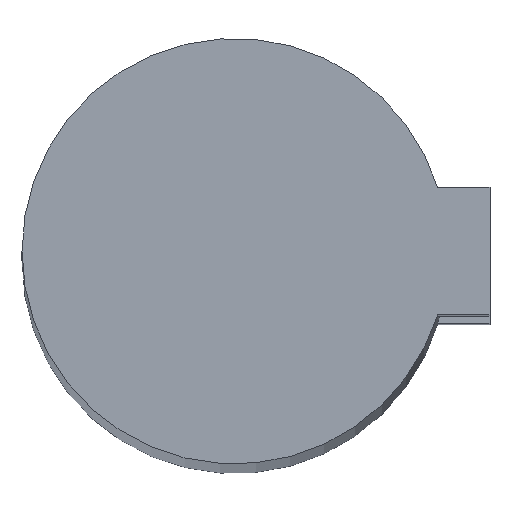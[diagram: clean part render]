
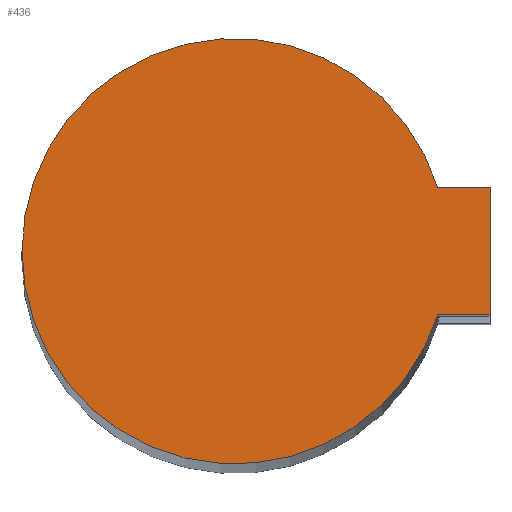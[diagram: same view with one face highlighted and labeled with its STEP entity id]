
A CAD part, top view. The second image highlights one B-rep face of the part: STEP entity #436.
In plain terms, the highlighted planar face has unit normal (0, 0, 1).
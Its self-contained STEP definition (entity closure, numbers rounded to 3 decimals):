
#2 = DIRECTION ( 'NONE',  ( 1., 0., 0. ) ) ;
#3 = DIRECTION ( 'NONE',  ( 1., 0., 0. ) ) ;
#11 = CIRCLE ( 'NONE', #245, 10. ) ;
#21 = DIRECTION ( 'NONE',  ( 0., 0., 1. ) ) ;
#28 = VERTEX_POINT ( 'NONE', #147 ) ;
#35 = DIRECTION ( 'NONE',  ( 0., 0., 1. ) ) ;
#53 = FACE_OUTER_BOUND ( 'NONE', #68, .T. ) ;
#54 = VERTEX_POINT ( 'NONE', #357 ) ;
#68 = EDGE_LOOP ( 'NONE', ( #157, #201, #439, #279, #376 ) ) ;
#71 = VECTOR ( 'NONE', #246, 1000. ) ;
#81 = EDGE_CURVE ( 'NONE', #285, #270, #396, .T. ) ;
#88 = EDGE_CURVE ( 'NONE', #270, #28, #107, .T. ) ;
#89 = LINE ( 'NONE', #341, #263 ) ;
#102 = PLANE ( 'NONE',  #145 ) ;
#107 = LINE ( 'NONE', #347, #71 ) ;
#118 = LINE ( 'NONE', #431, #225 ) ;
#125 = DIRECTION ( 'NONE',  ( 0., 1., 0. ) ) ;
#138 = CARTESIAN_POINT ( 'NONE',  ( 0., 0., 260. ) ) ;
#145 = AXIS2_PLACEMENT_3D ( 'NONE', #247, #35, #3 ) ;
#147 = CARTESIAN_POINT ( 'NONE',  ( 12., -3., 260. ) ) ;
#157 = ORIENTED_EDGE ( 'NONE', *, *, #391, .T. ) ;
#163 = CARTESIAN_POINT ( 'NONE',  ( 0., 0., 260. ) ) ;
#201 = ORIENTED_EDGE ( 'NONE', *, *, #81, .T. ) ;
#225 = VECTOR ( 'NONE', #333, 1000. ) ;
#237 = DIRECTION ( 'NONE',  ( 1., 0., 0. ) ) ;
#245 = AXIS2_PLACEMENT_3D ( 'NONE', #163, #21, #237 ) ;
#246 = DIRECTION ( 'NONE',  ( 1., 0., 0. ) ) ;
#247 = CARTESIAN_POINT ( 'NONE',  ( 0., 0., 260. ) ) ;
#252 = CARTESIAN_POINT ( 'NONE',  ( 9.539, -3., 260. ) ) ;
#262 = AXIS2_PLACEMENT_3D ( 'NONE', #138, #314, #2 ) ;
#263 = VECTOR ( 'NONE', #125, 1000. ) ;
#270 = VERTEX_POINT ( 'NONE', #252 ) ;
#279 = ORIENTED_EDGE ( 'NONE', *, *, #315, .T. ) ;
#285 = VERTEX_POINT ( 'NONE', #375 ) ;
#306 = CARTESIAN_POINT ( 'NONE',  ( 9.539, 3., 260. ) ) ;
#314 = DIRECTION ( 'NONE',  ( 0., 0., 1. ) ) ;
#315 = EDGE_CURVE ( 'NONE', #28, #54, #89, .T. ) ;
#333 = DIRECTION ( 'NONE',  ( -1., 0., 0. ) ) ;
#341 = CARTESIAN_POINT ( 'NONE',  ( 12., 3., 260. ) ) ;
#347 = CARTESIAN_POINT ( 'NONE',  ( 12., -3., 260. ) ) ;
#350 = EDGE_CURVE ( 'NONE', #54, #409, #118, .T. ) ;
#357 = CARTESIAN_POINT ( 'NONE',  ( 12., 3., 260. ) ) ;
#375 = CARTESIAN_POINT ( 'NONE',  ( -10., 0., 260. ) ) ;
#376 = ORIENTED_EDGE ( 'NONE', *, *, #350, .T. ) ;
#391 = EDGE_CURVE ( 'NONE', #409, #285, #11, .T. ) ;
#396 = CIRCLE ( 'NONE', #262, 10. ) ;
#409 = VERTEX_POINT ( 'NONE', #306 ) ;
#431 = CARTESIAN_POINT ( 'NONE',  ( 0., 3., 260. ) ) ;
#436 = ADVANCED_FACE ( 'NONE', ( #53 ), #102, .T. ) ;
#439 = ORIENTED_EDGE ( 'NONE', *, *, #88, .T. ) ;
